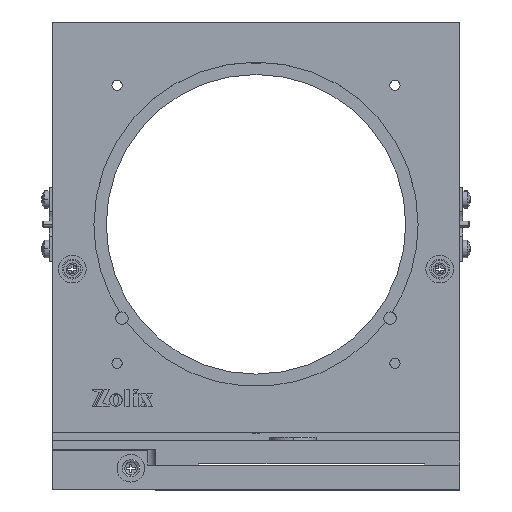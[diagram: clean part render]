
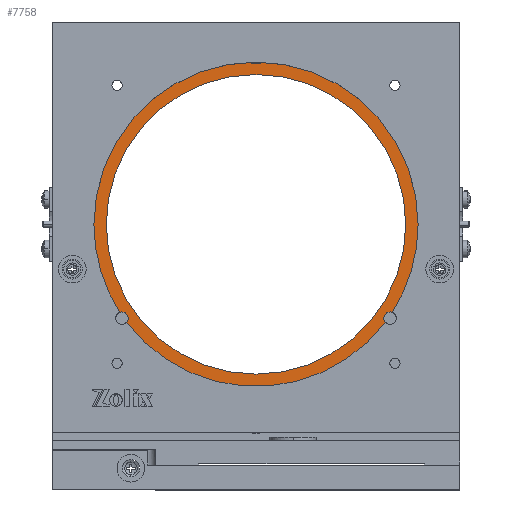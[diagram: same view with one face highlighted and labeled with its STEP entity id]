
A CAD part, top view. The second image highlights one B-rep face of the part: STEP entity #7758.
In plain terms, the highlighted planar face has unit normal (0, 0, 1).
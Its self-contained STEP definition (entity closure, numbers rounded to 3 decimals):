
#207 = CARTESIAN_POINT ( 'NONE',  ( -52.5, 0., -3.5 ) ) ;
#741 = ORIENTED_EDGE ( 'NONE', *, *, #20518, .F. ) ;
#952 = ORIENTED_EDGE ( 'NONE', *, *, #17194, .F. ) ;
#1374 = CIRCLE ( 'NONE', #16139, 2. ) ;
#2235 = DIRECTION ( 'NONE',  ( 1., 0., 0. ) ) ;
#2347 = DIRECTION ( 'NONE',  ( 1., 0., 0. ) ) ;
#2765 = DIRECTION ( 'NONE',  ( 0., 0., 1. ) ) ;
#2783 = EDGE_CURVE ( 'NONE', #17841, #10165, #15202, .T. ) ;
#4062 = PLANE ( 'NONE',  #20647 ) ;
#4237 = CIRCLE ( 'NONE', #24950, 2. ) ;
#5382 = DIRECTION ( 'NONE',  ( 0., 0., 1. ) ) ;
#6177 = DIRECTION ( 'NONE',  ( 1., 0., 0. ) ) ;
#6276 = CARTESIAN_POINT ( 'NONE',  ( 0., 0., -3.5 ) ) ;
#7326 = VERTEX_POINT ( 'NONE', #11914 ) ;
#7453 = EDGE_LOOP ( 'NONE', ( #25624, #741 ) ) ;
#7456 = CARTESIAN_POINT ( 'NONE',  ( 0., 0., -3.5 ) ) ;
#7758 = ADVANCED_FACE ( 'NONE', ( #20075, #24314 ), #4062, .T. ) ;
#8287 = AXIS2_PLACEMENT_3D ( 'NONE', #24923, #13085, #9824 ) ;
#8443 = AXIS2_PLACEMENT_3D ( 'NONE', #26343, #5382, #13916 ) ;
#8656 = CARTESIAN_POINT ( 'NONE',  ( 52.5, 0., -3.5 ) ) ;
#8666 = CARTESIAN_POINT ( 'NONE',  ( 41.871, -31.671, -3.5 ) ) ;
#9264 = CIRCLE ( 'NONE', #8287, 52.5 ) ;
#9824 = DIRECTION ( 'NONE',  ( 1., 0., 0. ) ) ;
#10054 = CIRCLE ( 'NONE', #26822, 52.5 ) ;
#10165 = VERTEX_POINT ( 'NONE', #8656 ) ;
#10454 = CARTESIAN_POINT ( 'NONE',  ( -41.871, -31.671, -3.5 ) ) ;
#11166 = ORIENTED_EDGE ( 'NONE', *, *, #2783, .T. ) ;
#11175 = EDGE_CURVE ( 'NONE', #10165, #11196, #12883, .T. ) ;
#11196 = VERTEX_POINT ( 'NONE', #207 ) ;
#11694 = CARTESIAN_POINT ( 'NONE',  ( 0., 0., -3.5 ) ) ;
#11804 = ORIENTED_EDGE ( 'NONE', *, *, #13725, .F. ) ;
#11914 = CARTESIAN_POINT ( 'NONE',  ( 48.5, 0., -3.5 ) ) ;
#11927 = EDGE_CURVE ( 'NONE', #11196, #26099, #9264, .T. ) ;
#12117 = EDGE_LOOP ( 'NONE', ( #952, #11166, #23446, #16611, #11804, #21262 ) ) ;
#12883 = CIRCLE ( 'NONE', #22903, 52.5 ) ;
#12937 = CARTESIAN_POINT ( 'NONE',  ( 43.415, -30.4, -3.5 ) ) ;
#13037 = VERTEX_POINT ( 'NONE', #8666 ) ;
#13085 = DIRECTION ( 'NONE',  ( 0., 0., 1. ) ) ;
#13725 = EDGE_CURVE ( 'NONE', #22007, #26099, #1374, .T. ) ;
#13732 = DIRECTION ( 'NONE',  ( 1., 0., 0. ) ) ;
#13916 = DIRECTION ( 'NONE',  ( 1., 0., 0. ) ) ;
#14342 = AXIS2_PLACEMENT_3D ( 'NONE', #7456, #24119, #13732 ) ;
#14699 = DIRECTION ( 'NONE',  ( 0., 0., 1. ) ) ;
#14725 = CARTESIAN_POINT ( 'NONE',  ( 0., 0., -3.5 ) ) ;
#14856 = DIRECTION ( 'NONE',  ( 0., 0., 1. ) ) ;
#15143 = CARTESIAN_POINT ( 'NONE',  ( -43.415, -30.4, -3.5 ) ) ;
#15202 = CIRCLE ( 'NONE', #8443, 52.5 ) ;
#15376 = EDGE_CURVE ( 'NONE', #22007, #13037, #10054, .T. ) ;
#15981 = CIRCLE ( 'NONE', #17405, 48.5 ) ;
#16139 = AXIS2_PLACEMENT_3D ( 'NONE', #15143, #14856, #19319 ) ;
#16611 = ORIENTED_EDGE ( 'NONE', *, *, #11927, .T. ) ;
#16784 = VERTEX_POINT ( 'NONE', #21419 ) ;
#17194 = EDGE_CURVE ( 'NONE', #17841, #13037, #4237, .T. ) ;
#17401 = EDGE_CURVE ( 'NONE', #16784, #7326, #15981, .T. ) ;
#17405 = AXIS2_PLACEMENT_3D ( 'NONE', #11694, #17612, #17793 ) ;
#17612 = DIRECTION ( 'NONE',  ( 0., 0., 1. ) ) ;
#17793 = DIRECTION ( 'NONE',  ( 1., 0., 0. ) ) ;
#17841 = VERTEX_POINT ( 'NONE', #18292 ) ;
#18292 = CARTESIAN_POINT ( 'NONE',  ( 44.082, -28.514, -3.5 ) ) ;
#19319 = DIRECTION ( 'NONE',  ( 1., 0., 0. ) ) ;
#19379 = DIRECTION ( 'NONE',  ( 0., 0., 1. ) ) ;
#19916 = DIRECTION ( 'NONE',  ( 1., 0., 0. ) ) ;
#20075 = FACE_OUTER_BOUND ( 'NONE', #12117, .T. ) ;
#20518 = EDGE_CURVE ( 'NONE', #7326, #16784, #25434, .T. ) ;
#20538 = CARTESIAN_POINT ( 'NONE',  ( -44.082, -28.514, -3.5 ) ) ;
#20647 = AXIS2_PLACEMENT_3D ( 'NONE', #6276, #14699, #6177 ) ;
#21100 = DIRECTION ( 'NONE',  ( 0., 0., 1. ) ) ;
#21262 = ORIENTED_EDGE ( 'NONE', *, *, #15376, .T. ) ;
#21273 = CARTESIAN_POINT ( 'NONE',  ( 0., 0., -3.5 ) ) ;
#21419 = CARTESIAN_POINT ( 'NONE',  ( -48.5, 0., -3.5 ) ) ;
#22007 = VERTEX_POINT ( 'NONE', #10454 ) ;
#22903 = AXIS2_PLACEMENT_3D ( 'NONE', #14725, #21100, #2235 ) ;
#23446 = ORIENTED_EDGE ( 'NONE', *, *, #11175, .T. ) ;
#24119 = DIRECTION ( 'NONE',  ( 0., 0., 1. ) ) ;
#24314 = FACE_BOUND ( 'NONE', #7453, .T. ) ;
#24923 = CARTESIAN_POINT ( 'NONE',  ( 0., 0., -3.5 ) ) ;
#24950 = AXIS2_PLACEMENT_3D ( 'NONE', #12937, #19379, #2347 ) ;
#25434 = CIRCLE ( 'NONE', #14342, 48.5 ) ;
#25624 = ORIENTED_EDGE ( 'NONE', *, *, #17401, .F. ) ;
#26099 = VERTEX_POINT ( 'NONE', #20538 ) ;
#26343 = CARTESIAN_POINT ( 'NONE',  ( 0., 0., -3.5 ) ) ;
#26822 = AXIS2_PLACEMENT_3D ( 'NONE', #21273, #2765, #19916 ) ;
